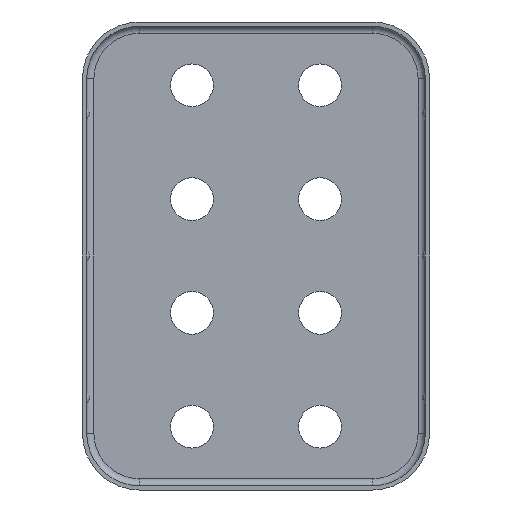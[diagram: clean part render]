
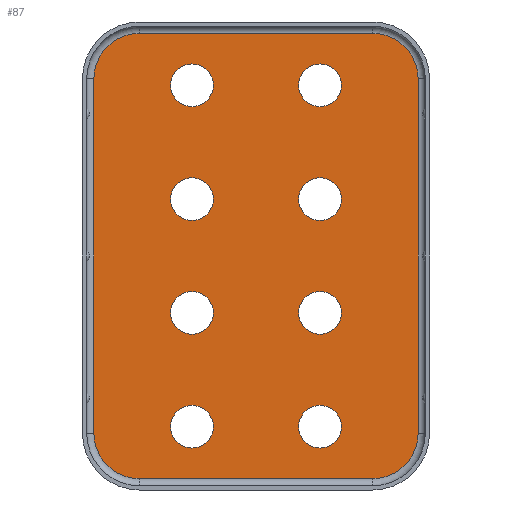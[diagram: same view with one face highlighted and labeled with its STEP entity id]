
A CAD part, front view. The second image highlights one B-rep face of the part: STEP entity #87.
In plain terms, the highlighted planar face has unit normal (0, -1, 0).
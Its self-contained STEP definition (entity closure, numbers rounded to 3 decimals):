
#87 = ADVANCED_FACE( 'NONE', ( #218, #219, #220, #221, #222, #223, #224, #225, #226 ), #227, .T. );
#218 = FACE_BOUND( '', #427, .T. );
#219 = FACE_BOUND( '', #428, .T. );
#220 = FACE_BOUND( '', #429, .T. );
#221 = FACE_BOUND( '', #430, .T. );
#222 = FACE_BOUND( '', #431, .T. );
#223 = FACE_BOUND( '', #432, .T. );
#224 = FACE_BOUND( '', #433, .T. );
#225 = FACE_BOUND( '', #434, .T. );
#226 = FACE_OUTER_BOUND( '', #435, .T. );
#227 = PLANE( '', #436 );
#427 = EDGE_LOOP( '', ( #644 ) );
#428 = EDGE_LOOP( '', ( #645 ) );
#429 = EDGE_LOOP( '', ( #646 ) );
#430 = EDGE_LOOP( '', ( #647 ) );
#431 = EDGE_LOOP( '', ( #648 ) );
#432 = EDGE_LOOP( '', ( #649 ) );
#433 = EDGE_LOOP( '', ( #650 ) );
#434 = EDGE_LOOP( '', ( #651 ) );
#435 = EDGE_LOOP( '', ( #652, #653, #654, #655, #656, #657, #658, #659 ) );
#436 = AXIS2_PLACEMENT_3D( '', #660, #661, #662 );
#644 = ORIENTED_EDGE( '', *, *, #1068, .F. );
#645 = ORIENTED_EDGE( '', *, *, #1069, .F. );
#646 = ORIENTED_EDGE( '', *, *, #1070, .F. );
#647 = ORIENTED_EDGE( '', *, *, #1071, .F. );
#648 = ORIENTED_EDGE( '', *, *, #1072, .F. );
#649 = ORIENTED_EDGE( '', *, *, #1073, .F. );
#650 = ORIENTED_EDGE( '', *, *, #1074, .F. );
#651 = ORIENTED_EDGE( '', *, *, #1075, .F. );
#652 = ORIENTED_EDGE( '', *, *, #1076, .F. );
#653 = ORIENTED_EDGE( '', *, *, #1077, .F. );
#654 = ORIENTED_EDGE( '', *, *, #1078, .F. );
#655 = ORIENTED_EDGE( '', *, *, #1079, .T. );
#656 = ORIENTED_EDGE( '', *, *, #1080, .T. );
#657 = ORIENTED_EDGE( '', *, *, #1081, .F. );
#658 = ORIENTED_EDGE( '', *, *, #1082, .T. );
#659 = ORIENTED_EDGE( '', *, *, #1083, .T. );
#660 = CARTESIAN_POINT( '', ( 8.2, 0., -12.45 ) );
#661 = DIRECTION( '', ( 0., -1., 0. ) );
#662 = DIRECTION( '', ( 0., 0., -1. ) );
#1068 = EDGE_CURVE( '', #1241, #1241, #1242, .T. );
#1069 = EDGE_CURVE( '', #1243, #1243, #1244, .T. );
#1070 = EDGE_CURVE( '', #1245, #1245, #1246, .T. );
#1071 = EDGE_CURVE( '', #1247, #1247, #1248, .T. );
#1072 = EDGE_CURVE( '', #1249, #1249, #1250, .T. );
#1073 = EDGE_CURVE( '', #1251, #1251, #1252, .T. );
#1074 = EDGE_CURVE( '', #1253, #1253, #1254, .T. );
#1075 = EDGE_CURVE( '', #1255, #1255, #1256, .T. );
#1076 = EDGE_CURVE( 'NONE', #1257, #1258, #1259, .T. );
#1077 = EDGE_CURVE( 'NONE', #1260, #1257, #1261, .T. );
#1078 = EDGE_CURVE( 'NONE', #1262, #1260, #1263, .T. );
#1079 = EDGE_CURVE( 'NONE', #1262, #1264, #1265, .T. );
#1080 = EDGE_CURVE( 'NONE', #1264, #1266, #1267, .T. );
#1081 = EDGE_CURVE( 'NONE', #1268, #1266, #1269, .T. );
#1082 = EDGE_CURVE( 'NONE', #1268, #1270, #1271, .T. );
#1083 = EDGE_CURVE( 'NONE', #1270, #1258, #1272, .T. );
#1241 = VERTEX_POINT( '', #1486 );
#1242 = CIRCLE( '', #1487, 1.5 );
#1243 = VERTEX_POINT( '', #1488 );
#1244 = CIRCLE( '', #1489, 1.5 );
#1245 = VERTEX_POINT( '', #1490 );
#1246 = CIRCLE( '', #1491, 1.5 );
#1247 = VERTEX_POINT( '', #1492 );
#1248 = CIRCLE( '', #1493, 1.5 );
#1249 = VERTEX_POINT( '', #1494 );
#1250 = CIRCLE( '', #1495, 1.5 );
#1251 = VERTEX_POINT( '', #1496 );
#1252 = CIRCLE( '', #1497, 1.5 );
#1253 = VERTEX_POINT( '', #1498 );
#1254 = CIRCLE( '', #1499, 1.5 );
#1255 = VERTEX_POINT( '', #1500 );
#1256 = CIRCLE( '', #1501, 1.5 );
#1257 = VERTEX_POINT( 'NONE', #1502 );
#1258 = VERTEX_POINT( 'NONE', #1503 );
#1259 = LINE( '', #1504, #1505 );
#1260 = VERTEX_POINT( 'NONE', #1506 );
#1261 = CIRCLE( '', #1507, 3.2 );
#1262 = VERTEX_POINT( 'NONE', #1508 );
#1263 = LINE( '', #1509, #1510 );
#1264 = VERTEX_POINT( 'NONE', #1511 );
#1265 = CIRCLE( '', #1512, 3.2 );
#1266 = VERTEX_POINT( 'NONE', #1513 );
#1267 = LINE( '', #1514, #1515 );
#1268 = VERTEX_POINT( 'NONE', #1516 );
#1269 = CIRCLE( '', #1517, 3.2 );
#1270 = VERTEX_POINT( 'NONE', #1518 );
#1271 = LINE( '', #1519, #1520 );
#1272 = CIRCLE( '', #1521, 3.2 );
#1486 = CARTESIAN_POINT( '', ( 4.5, 0., -13.5 ) );
#1487 = AXIS2_PLACEMENT_3D( '', #1752, #1753, #1754 );
#1488 = CARTESIAN_POINT( '', ( -4.5, 0., -13.5 ) );
#1489 = AXIS2_PLACEMENT_3D( '', #1755, #1756, #1757 );
#1490 = CARTESIAN_POINT( '', ( 4.5, 0., -5.5 ) );
#1491 = AXIS2_PLACEMENT_3D( '', #1758, #1759, #1760 );
#1492 = CARTESIAN_POINT( '', ( -4.5, 0., -5.5 ) );
#1493 = AXIS2_PLACEMENT_3D( '', #1761, #1762, #1763 );
#1494 = CARTESIAN_POINT( '', ( 4.5, 0., 2.5 ) );
#1495 = AXIS2_PLACEMENT_3D( '', #1764, #1765, #1766 );
#1496 = CARTESIAN_POINT( '', ( -4.5, 0., 2.5 ) );
#1497 = AXIS2_PLACEMENT_3D( '', #1767, #1768, #1769 );
#1498 = CARTESIAN_POINT( '', ( 4.5, 0., 10.5 ) );
#1499 = AXIS2_PLACEMENT_3D( '', #1770, #1771, #1772 );
#1500 = CARTESIAN_POINT( '', ( -4.5, 0., 10.5 ) );
#1501 = AXIS2_PLACEMENT_3D( '', #1773, #1774, #1775 );
#1502 = CARTESIAN_POINT( '', ( 8.2, 0., -15.65 ) );
#1503 = CARTESIAN_POINT( '', ( -8.2, 0., -15.65 ) );
#1504 = CARTESIAN_POINT( '', ( 8.2, 0., -15.65 ) );
#1505 = VECTOR( '', #1776, 1000. );
#1506 = CARTESIAN_POINT( '', ( 11.4, 0., -12.45 ) );
#1507 = AXIS2_PLACEMENT_3D( '', #1777, #1778, #1779 );
#1508 = CARTESIAN_POINT( '', ( 11.4, 0., 12.45 ) );
#1509 = CARTESIAN_POINT( '', ( 11.4, 0., 0. ) );
#1510 = VECTOR( '', #1780, 1000. );
#1511 = CARTESIAN_POINT( '', ( 8.2, 0., 15.65 ) );
#1512 = AXIS2_PLACEMENT_3D( '', #1781, #1782, #1783 );
#1513 = CARTESIAN_POINT( '', ( -8.2, 0., 15.65 ) );
#1514 = CARTESIAN_POINT( '', ( 8.2, 0., 15.65 ) );
#1515 = VECTOR( '', #1784, 1000. );
#1516 = CARTESIAN_POINT( '', ( -11.4, 0., 12.45 ) );
#1517 = AXIS2_PLACEMENT_3D( '', #1785, #1786, #1787 );
#1518 = CARTESIAN_POINT( '', ( -11.4, 0., -12.45 ) );
#1519 = CARTESIAN_POINT( '', ( -11.4, 0., 0. ) );
#1520 = VECTOR( '', #1788, 1000. );
#1521 = AXIS2_PLACEMENT_3D( '', #1789, #1790, #1791 );
#1752 = CARTESIAN_POINT( '', ( 4.5, 0., -12. ) );
#1753 = DIRECTION( '', ( 0., -1., 0. ) );
#1754 = DIRECTION( '', ( 0., 0., -1. ) );
#1755 = CARTESIAN_POINT( '', ( -4.5, 0., -12. ) );
#1756 = DIRECTION( '', ( 0., -1., 0. ) );
#1757 = DIRECTION( '', ( 0., 0., -1. ) );
#1758 = CARTESIAN_POINT( '', ( 4.5, 0., -4. ) );
#1759 = DIRECTION( '', ( 0., -1., 0. ) );
#1760 = DIRECTION( '', ( 0., 0., -1. ) );
#1761 = CARTESIAN_POINT( '', ( -4.5, 0., -4. ) );
#1762 = DIRECTION( '', ( 0., -1., 0. ) );
#1763 = DIRECTION( '', ( 0., 0., -1. ) );
#1764 = CARTESIAN_POINT( '', ( 4.5, 0., 4. ) );
#1765 = DIRECTION( '', ( 0., -1., 0. ) );
#1766 = DIRECTION( '', ( 0., 0., -1. ) );
#1767 = CARTESIAN_POINT( '', ( -4.5, 0., 4. ) );
#1768 = DIRECTION( '', ( 0., -1., 0. ) );
#1769 = DIRECTION( '', ( 0., 0., -1. ) );
#1770 = CARTESIAN_POINT( '', ( 4.5, 0., 12. ) );
#1771 = DIRECTION( '', ( 0., -1., 0. ) );
#1772 = DIRECTION( '', ( 0., 0., -1. ) );
#1773 = CARTESIAN_POINT( '', ( -4.5, 0., 12. ) );
#1774 = DIRECTION( '', ( 0., -1., 0. ) );
#1775 = DIRECTION( '', ( 0., 0., -1. ) );
#1776 = DIRECTION( '', ( -1., 0., 0. ) );
#1777 = CARTESIAN_POINT( '', ( 8.2, 0., -12.45 ) );
#1778 = DIRECTION( '', ( 0., 1., 0. ) );
#1779 = DIRECTION( '', ( 0., 0., 1. ) );
#1780 = DIRECTION( '', ( 0., 0., -1. ) );
#1781 = CARTESIAN_POINT( '', ( 8.2, 0., 12.45 ) );
#1782 = DIRECTION( '', ( 0., -1., 0. ) );
#1783 = DIRECTION( '', ( 0., 0., -1. ) );
#1784 = DIRECTION( '', ( -1., 0., 0. ) );
#1785 = CARTESIAN_POINT( '', ( -8.2, 0., 12.45 ) );
#1786 = DIRECTION( '', ( 0., 1., 0. ) );
#1787 = DIRECTION( '', ( 0., 0., -1. ) );
#1788 = DIRECTION( '', ( 0., 0., -1. ) );
#1789 = CARTESIAN_POINT( '', ( -8.2, 0., -12.45 ) );
#1790 = DIRECTION( '', ( 0., -1., 0. ) );
#1791 = DIRECTION( '', ( 0., 0., 1. ) );
